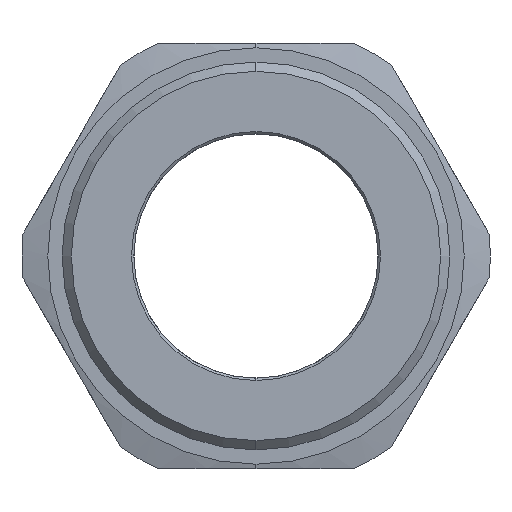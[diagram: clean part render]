
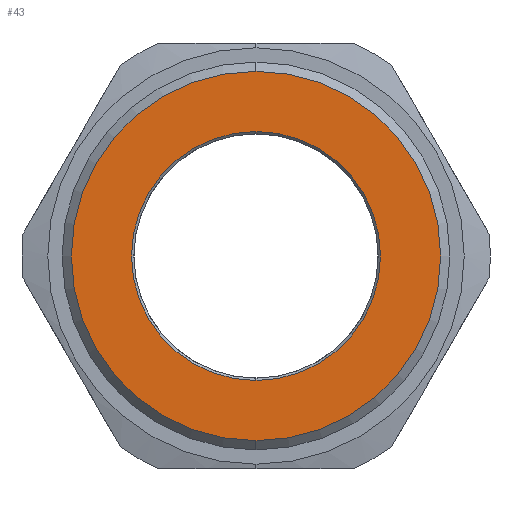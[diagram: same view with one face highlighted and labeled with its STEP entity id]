
A CAD part, left-side view. The second image highlights one B-rep face of the part: STEP entity #43.
In plain terms, the highlighted planar face has unit normal (-1, 0, 0).
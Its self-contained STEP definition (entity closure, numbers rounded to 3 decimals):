
#43 = ADVANCED_FACE ( 'NONE', ( #3385, #6261 ), #5671, .F. ) ;
#299 = DIRECTION ( 'NONE',  ( -1., 0., 0. ) ) ;
#393 = ORIENTED_EDGE ( 'NONE', *, *, #5900, .T. ) ;
#445 = DIRECTION ( 'NONE',  ( 1., 0., 0. ) ) ;
#512 = AXIS2_PLACEMENT_3D ( 'NONE', #1782, #3798, #5207 ) ;
#550 = DIRECTION ( 'NONE',  ( -1., 0., 0. ) ) ;
#782 = AXIS2_PLACEMENT_3D ( 'NONE', #4407, #550, #1465 ) ;
#844 = DIRECTION ( 'NONE',  ( 0., 0., -1. ) ) ;
#1433 = VERTEX_POINT ( 'NONE', #2064 ) ;
#1465 = DIRECTION ( 'NONE',  ( 0., 0., -1. ) ) ;
#1570 = EDGE_CURVE ( 'NONE', #1433, #3967, #5061, .T. ) ;
#1620 = ORIENTED_EDGE ( 'NONE', *, *, #5715, .T. ) ;
#1782 = CARTESIAN_POINT ( 'NONE',  ( 0., 0., 0. ) ) ;
#1842 = CARTESIAN_POINT ( 'NONE',  ( 0., 0., 19.955 ) ) ;
#2064 = CARTESIAN_POINT ( 'NONE',  ( 0., 0., 13.45 ) ) ;
#2258 = CARTESIAN_POINT ( 'NONE',  ( 0., 0., -13.45 ) ) ;
#2564 = VERTEX_POINT ( 'NONE', #2734 ) ;
#2734 = CARTESIAN_POINT ( 'NONE',  ( 0., 0., -19.955 ) ) ;
#3323 = CARTESIAN_POINT ( 'NONE',  ( 0., 0., 0. ) ) ;
#3385 = FACE_BOUND ( 'NONE', #5526, .T. ) ;
#3583 = CIRCLE ( 'NONE', #4406, 13.45 ) ;
#3748 = CIRCLE ( 'NONE', #4122, 19.955 ) ;
#3798 = DIRECTION ( 'NONE',  ( 1., 0., 0. ) ) ;
#3967 = VERTEX_POINT ( 'NONE', #2258 ) ;
#4122 = AXIS2_PLACEMENT_3D ( 'NONE', #3323, #299, #844 ) ;
#4245 = DIRECTION ( 'NONE',  ( 0., 0., -1. ) ) ;
#4291 = DIRECTION ( 'NONE',  ( 0., 0., -1. ) ) ;
#4320 = AXIS2_PLACEMENT_3D ( 'NONE', #5183, #5669, #4245 ) ;
#4406 = AXIS2_PLACEMENT_3D ( 'NONE', #4810, #445, #4291 ) ;
#4407 = CARTESIAN_POINT ( 'NONE',  ( 0., 0., 0. ) ) ;
#4471 = EDGE_CURVE ( 'NONE', #5011, #2564, #3748, .T. ) ;
#4705 = ORIENTED_EDGE ( 'NONE', *, *, #1570, .T. ) ;
#4810 = CARTESIAN_POINT ( 'NONE',  ( 0., 0., 0. ) ) ;
#5011 = VERTEX_POINT ( 'NONE', #1842 ) ;
#5061 = CIRCLE ( 'NONE', #4320, 13.45 ) ;
#5093 = CIRCLE ( 'NONE', #782, 19.955 ) ;
#5183 = CARTESIAN_POINT ( 'NONE',  ( 0., 0., 0. ) ) ;
#5207 = DIRECTION ( 'NONE',  ( 0., 0., -1. ) ) ;
#5526 = EDGE_LOOP ( 'NONE', ( #4705, #1620 ) ) ;
#5669 = DIRECTION ( 'NONE',  ( 1., 0., 0. ) ) ;
#5671 = PLANE ( 'NONE',  #512 ) ;
#5715 = EDGE_CURVE ( 'NONE', #3967, #1433, #3583, .T. ) ;
#5833 = ORIENTED_EDGE ( 'NONE', *, *, #4471, .T. ) ;
#5851 = EDGE_LOOP ( 'NONE', ( #393, #5833 ) ) ;
#5900 = EDGE_CURVE ( 'NONE', #2564, #5011, #5093, .T. ) ;
#6261 = FACE_OUTER_BOUND ( 'NONE', #5851, .T. ) ;
